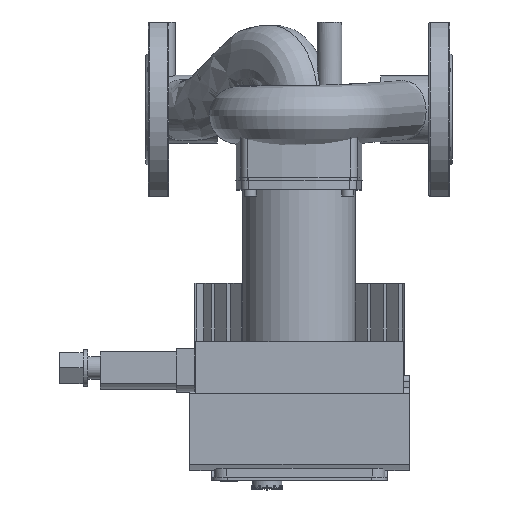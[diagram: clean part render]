
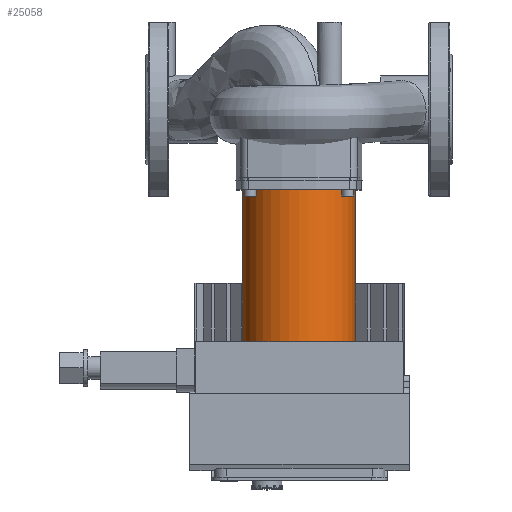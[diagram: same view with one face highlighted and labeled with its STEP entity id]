
A CAD part, top view. The second image highlights one B-rep face of the part: STEP entity #25058.
In plain terms, the highlighted cylindrical face has radius 46 mm (diameter 92 mm), a full revolution.
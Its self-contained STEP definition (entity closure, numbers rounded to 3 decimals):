
#232=FACE_BOUND('',#8732,.T.);
#5630=CYLINDRICAL_SURFACE('',#27513,46.);
#7209=FACE_OUTER_BOUND('',#8731,.T.);
#8731=EDGE_LOOP('',(#22581));
#8732=EDGE_LOOP('',(#22582));
#9771=CIRCLE('',#27514,46.);
#9772=CIRCLE('',#27515,46.);
#11965=VERTEX_POINT('',#73523);
#11966=VERTEX_POINT('',#73525);
#15524=EDGE_CURVE('',#11965,#11965,#9771,.T.);
#15525=EDGE_CURVE('',#11966,#11966,#9772,.T.);
#22581=ORIENTED_EDGE('',*,*,#15524,.T.);
#22582=ORIENTED_EDGE('',*,*,#15525,.F.);
#25058=ADVANCED_FACE('',(#7209,#232),#5630,.T.);
#27513=AXIS2_PLACEMENT_3D('',#73522,#34544,#34545);
#27514=AXIS2_PLACEMENT_3D('',#73524,#34546,#34547);
#27515=AXIS2_PLACEMENT_3D('',#73526,#34548,#34549);
#34544=DIRECTION('center_axis',(0.,-1.,0.));
#34545=DIRECTION('ref_axis',(-1.,0.,0.));
#34546=DIRECTION('center_axis',(0.,1.,0.));
#34547=DIRECTION('ref_axis',(-1.,0.,0.));
#34548=DIRECTION('center_axis',(0.,1.,0.));
#34549=DIRECTION('ref_axis',(-1.,0.,0.));
#73522=CARTESIAN_POINT('Origin',(125.,-65.5,130.));
#73523=CARTESIAN_POINT('',(171.,-190.,130.));
#73524=CARTESIAN_POINT('Origin',(125.,-190.,130.));
#73525=CARTESIAN_POINT('',(125.,-65.5,84.));
#73526=CARTESIAN_POINT('Origin',(125.,-65.5,130.));
